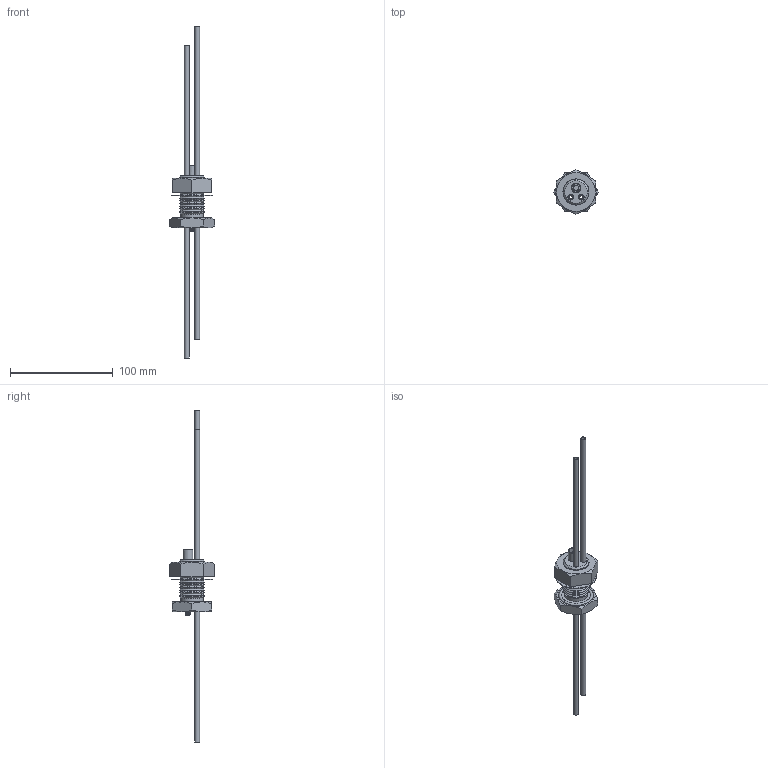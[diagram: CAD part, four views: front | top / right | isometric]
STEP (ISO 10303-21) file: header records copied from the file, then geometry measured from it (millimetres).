
FILE_DESCRIPTION(/* description */ ('Bolt Feedthrough, 1 Elec., 2 Tubes (002-042)'),/* implementation_level */ '2;1');
FILE_NAME(/* name */ '002-042 - Bolt Feedthrough, 1 Elec., 2 Tubes (Outline Model rev.A).stp',/* time_stamp */ '2020-04-29T14:05:24-04:00',/* author */ ('Joel Plasencia'),/* organization */ ('INFICON'),/* preprocessor_version */ 'ST-DEVELOPER v16',/* originating_system */ 'SIEMENS PLM Software NX 10.0',/* authorisation */ 'Copyright© 2020 INFICON - ALL RIGHTS RESERVED');
FILE_SCHEMA (('AUTOMOTIVE_DESIGN { 1 0 10303 214 3 1 1 1 }'));
Length unit declared in the file: millimetre
Products named in the file (1): 002-042_A
Bounding box: 43.99 x 43.99 x 323.85 mm (x, y, z)
Volume: 45648.6 mm3; surface area: 33538.2 mm2
Topology: 6 solids, 6 shells, 152 faces, 329 edges, 201 vertices
Faces by surface type: cone 63, plane 42, cylinder 38, torus 6, bspline 3
Full cylindrical faces by diameter (mm): 0.965 x1, 2.032 x1, 3.175 x1, 3.251 x2, 3.759 x1, 4.75 x2, 4.851 x2, 4.953 x1, 5.08 x1, 5.563 x2, 8.128 x1, 8.496 x1, 9.512 x1, 9.525 x1, 9.55 x1, 22.225 x1, 25.781 x1, 39.624 x1
Entity records: 6235 total; most frequent: CARTESIAN_POINT 3300, DIRECTION 599, ORIENTED_EDGE 510, AXIS2_PLACEMENT_3D 276, EDGE_CURVE 255, EDGE_LOOP 242, VERTEX_POINT 191, FACE_BOUND 176
